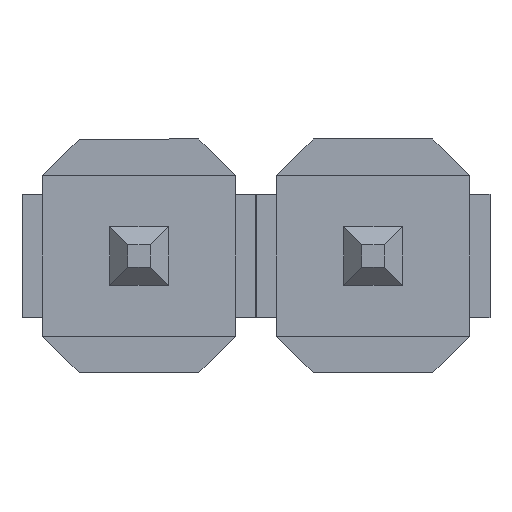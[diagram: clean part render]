
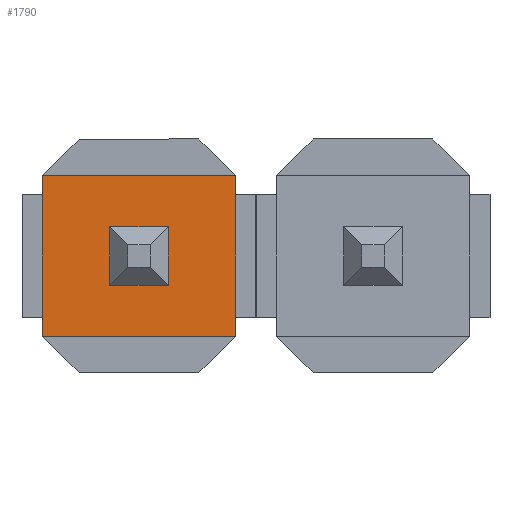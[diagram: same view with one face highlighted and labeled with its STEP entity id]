
A CAD part, front view. The second image highlights one B-rep face of the part: STEP entity #1790.
In plain terms, the highlighted planar face has unit normal (0, -1, 0).
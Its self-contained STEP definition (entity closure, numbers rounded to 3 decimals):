
#4 = ORIENTED_EDGE ( 'NONE', *, *, #827, .F. ) ;
#26 = LINE ( 'NONE', #583, #1374 ) ;
#48 = VECTOR ( 'NONE', #1841, 1000. ) ;
#133 = EDGE_CURVE ( 'NONE', #1187, #172, #1171, .T. ) ;
#137 = CARTESIAN_POINT ( 'NONE',  ( 0.32, 0.54, 0.32 ) ) ;
#172 = VERTEX_POINT ( 'NONE', #787 ) ;
#192 = ORIENTED_EDGE ( 'NONE', *, *, #581, .T. ) ;
#204 = AXIS2_PLACEMENT_3D ( 'NONE', #311, #748, #602 ) ;
#210 = LINE ( 'NONE', #1561, #644 ) ;
#221 = EDGE_LOOP ( 'NONE', ( #1347, #310, #1657, #1741 ) ) ;
#293 = VECTOR ( 'NONE', #1850, 1000. ) ;
#310 = ORIENTED_EDGE ( 'NONE', *, *, #1385, .T. ) ;
#311 = CARTESIAN_POINT ( 'NONE',  ( 1.27, 0.54, 0.87 ) ) ;
#319 = LINE ( 'NONE', #1243, #412 ) ;
#372 = ORIENTED_EDGE ( 'NONE', *, *, #1605, .T. ) ;
#399 = CARTESIAN_POINT ( 'NONE',  ( 1.05, 0.54, 0.87 ) ) ;
#412 = VECTOR ( 'NONE', #781, 1000. ) ;
#414 = CARTESIAN_POINT ( 'NONE',  ( 0.32, 0.54, 0.87 ) ) ;
#427 = LINE ( 'NONE', #702, #293 ) ;
#456 = CARTESIAN_POINT ( 'NONE',  ( -1.05, 0.54, -0.87 ) ) ;
#493 = VERTEX_POINT ( 'NONE', #456 ) ;
#581 = EDGE_CURVE ( 'NONE', #1639, #493, #319, .T. ) ;
#583 = CARTESIAN_POINT ( 'NONE',  ( 1.27, 0.54, 0.32 ) ) ;
#602 = DIRECTION ( 'NONE',  ( 0., 0., 1. ) ) ;
#639 = LINE ( 'NONE', #1577, #845 ) ;
#644 = VECTOR ( 'NONE', #875, 1000. ) ;
#653 = DIRECTION ( 'NONE',  ( 0., 0., 1. ) ) ;
#674 = VERTEX_POINT ( 'NONE', #399 ) ;
#702 = CARTESIAN_POINT ( 'NONE',  ( 1.27, 0.54, 0.87 ) ) ;
#743 = ORIENTED_EDGE ( 'NONE', *, *, #1718, .F. ) ;
#748 = DIRECTION ( 'NONE',  ( 0., 1., 0. ) ) ;
#781 = DIRECTION ( 'NONE',  ( 0., 0., -1. ) ) ;
#787 = CARTESIAN_POINT ( 'NONE',  ( -0.32, 0.54, 0.32 ) ) ;
#816 = CARTESIAN_POINT ( 'NONE',  ( 0.32, 0.54, -0.32 ) ) ;
#821 = LINE ( 'NONE', #1690, #48 ) ;
#827 = EDGE_CURVE ( 'NONE', #674, #1523, #210, .T. ) ;
#842 = CARTESIAN_POINT ( 'NONE',  ( 1.05, 0.54, -0.87 ) ) ;
#844 = LINE ( 'NONE', #414, #1829 ) ;
#845 = VECTOR ( 'NONE', #1313, 1000. ) ;
#875 = DIRECTION ( 'NONE',  ( 0., 0., -1. ) ) ;
#887 = EDGE_LOOP ( 'NONE', ( #372, #192, #743, #4 ) ) ;
#1010 = CARTESIAN_POINT ( 'NONE',  ( -1.05, 0.54, 0.87 ) ) ;
#1013 = DIRECTION ( 'NONE',  ( 0., 0., -1. ) ) ;
#1171 = LINE ( 'NONE', #1367, #1433 ) ;
#1187 = VERTEX_POINT ( 'NONE', #1474 ) ;
#1243 = CARTESIAN_POINT ( 'NONE',  ( -1.05, 0.54, 0.87 ) ) ;
#1313 = DIRECTION ( 'NONE',  ( -1., 0., 0. ) ) ;
#1347 = ORIENTED_EDGE ( 'NONE', *, *, #1676, .T. ) ;
#1351 = EDGE_CURVE ( 'NONE', #1843, #1187, #821, .T. ) ;
#1367 = CARTESIAN_POINT ( 'NONE',  ( -0.32, 0.54, 0.87 ) ) ;
#1374 = VECTOR ( 'NONE', #1585, 1000. ) ;
#1377 = FACE_BOUND ( 'NONE', #221, .T. ) ;
#1385 = EDGE_CURVE ( 'NONE', #1414, #1843, #844, .T. ) ;
#1414 = VERTEX_POINT ( 'NONE', #137 ) ;
#1433 = VECTOR ( 'NONE', #653, 1000. ) ;
#1474 = CARTESIAN_POINT ( 'NONE',  ( -0.32, 0.54, -0.32 ) ) ;
#1523 = VERTEX_POINT ( 'NONE', #842 ) ;
#1561 = CARTESIAN_POINT ( 'NONE',  ( 1.05, 0.54, -0.87 ) ) ;
#1577 = CARTESIAN_POINT ( 'NONE',  ( 1.27, 0.54, -0.87 ) ) ;
#1585 = DIRECTION ( 'NONE',  ( 1., 0., 0. ) ) ;
#1605 = EDGE_CURVE ( 'NONE', #674, #1639, #427, .T. ) ;
#1608 = PLANE ( 'NONE',  #204 ) ;
#1639 = VERTEX_POINT ( 'NONE', #1010 ) ;
#1657 = ORIENTED_EDGE ( 'NONE', *, *, #1351, .T. ) ;
#1676 = EDGE_CURVE ( 'NONE', #172, #1414, #26, .T. ) ;
#1690 = CARTESIAN_POINT ( 'NONE',  ( 1.27, 0.54, -0.32 ) ) ;
#1718 = EDGE_CURVE ( 'NONE', #1523, #493, #639, .T. ) ;
#1741 = ORIENTED_EDGE ( 'NONE', *, *, #133, .T. ) ;
#1790 = ADVANCED_FACE ( 'NONE', ( #1377, #1853 ), #1608, .F. ) ;
#1829 = VECTOR ( 'NONE', #1013, 1000. ) ;
#1841 = DIRECTION ( 'NONE',  ( -1., 0., 0. ) ) ;
#1843 = VERTEX_POINT ( 'NONE', #816 ) ;
#1850 = DIRECTION ( 'NONE',  ( -1., 0., 0. ) ) ;
#1853 = FACE_OUTER_BOUND ( 'NONE', #887, .T. ) ;
